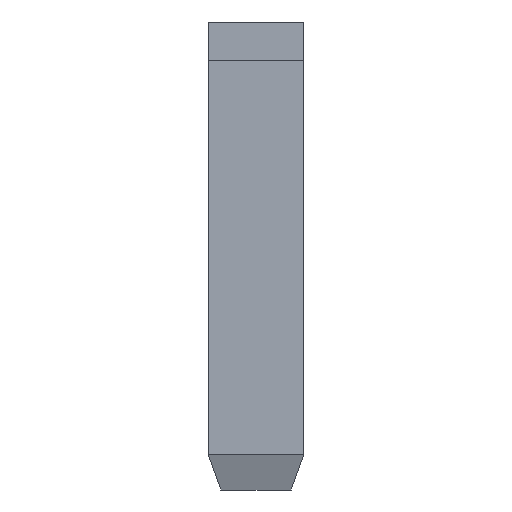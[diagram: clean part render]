
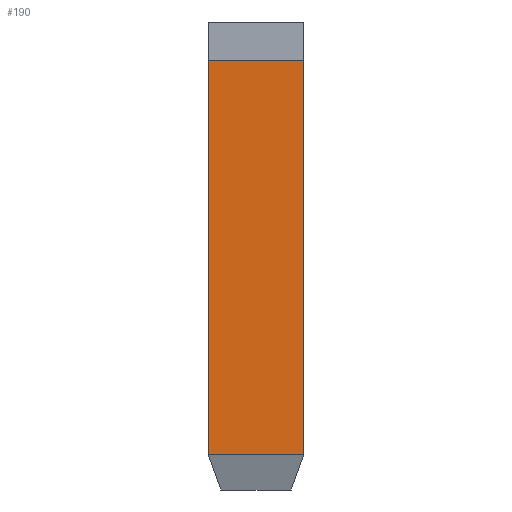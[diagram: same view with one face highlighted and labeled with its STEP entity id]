
A CAD part, left-side view. The second image highlights one B-rep face of the part: STEP entity #190.
In plain terms, the highlighted planar face has unit normal (-1, 0, 0).
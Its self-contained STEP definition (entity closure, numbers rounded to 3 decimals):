
#163=AXIS2_PLACEMENT_3D('Plane Axis2P3D',#160,#161,#162) ;
#94=CARTESIAN_POINT('Line Origine',(0.75,1.125,10.1)) ;
#98=CARTESIAN_POINT('Vertex',(0.75,2.25,10.1)) ;
#100=CARTESIAN_POINT('Vertex',(0.75,0.,10.1)) ;
#160=CARTESIAN_POINT('Axis2P3D Location',(0.75,1.125,0.)) ;
#165=CARTESIAN_POINT('Line Origine',(0.75,1.125,0.824)) ;
#169=CARTESIAN_POINT('Vertex',(0.75,0.,0.824)) ;
#171=CARTESIAN_POINT('Vertex',(0.75,2.25,0.824)) ;
#174=CARTESIAN_POINT('Line Origine',(0.75,0.,5.462)) ;
#179=CARTESIAN_POINT('Line Origine',(0.75,2.25,5.462)) ;
#95=DIRECTION('Vector Direction',(0.,-1.,0.)) ;
#161=DIRECTION('Axis2P3D Direction',(1.,0.,-0.)) ;
#162=DIRECTION('Axis2P3D XDirection',(0.,0.,1.)) ;
#166=DIRECTION('Vector Direction',(0.,1.,0.)) ;
#175=DIRECTION('Vector Direction',(0.,0.,1.)) ;
#180=DIRECTION('Vector Direction',(0.,0.,1.)) ;
#96=VECTOR('Line Direction',#95,1.) ;
#167=VECTOR('Line Direction',#166,1.) ;
#176=VECTOR('Line Direction',#175,1.) ;
#181=VECTOR('Line Direction',#180,1.) ;
#185=ORIENTED_EDGE('',*,*,#173,.F.) ;
#186=ORIENTED_EDGE('',*,*,#178,.T.) ;
#187=ORIENTED_EDGE('',*,*,#102,.F.) ;
#188=ORIENTED_EDGE('',*,*,#183,.F.) ;
#190=ADVANCED_FACE('ACOEL',(#189),#164,.F.) ;
#102=EDGE_CURVE('',#99,#101,#97,.T.) ;
#173=EDGE_CURVE('',#170,#172,#168,.T.) ;
#178=EDGE_CURVE('',#170,#101,#177,.T.) ;
#183=EDGE_CURVE('',#172,#99,#182,.T.) ;
#184=EDGE_LOOP('',(#185,#186,#187,#188)) ;
#189=FACE_OUTER_BOUND('',#184,.T.) ;
#97=LINE('Line',#94,#96) ;
#168=LINE('Line',#165,#167) ;
#177=LINE('Line',#174,#176) ;
#182=LINE('Line',#179,#181) ;
#164=PLANE('',#163) ;
#99=VERTEX_POINT('',#98) ;
#101=VERTEX_POINT('',#100) ;
#170=VERTEX_POINT('',#169) ;
#172=VERTEX_POINT('',#171) ;
